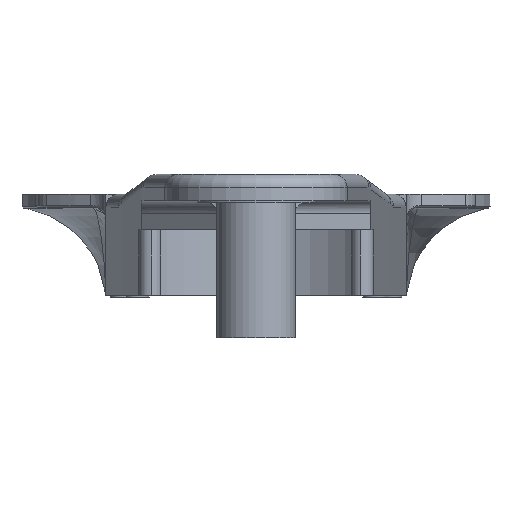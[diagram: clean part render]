
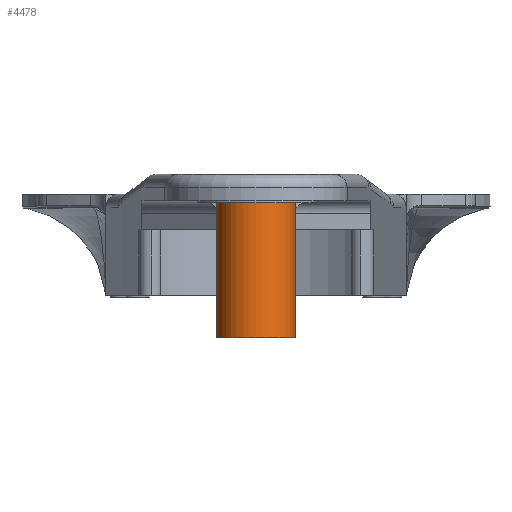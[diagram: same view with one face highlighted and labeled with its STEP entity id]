
A CAD part, front view. The second image highlights one B-rep face of the part: STEP entity #4478.
In plain terms, the highlighted cylindrical face has radius 6 mm (diameter 12 mm), a full revolution.
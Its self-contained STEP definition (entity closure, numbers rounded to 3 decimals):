
#443=LINE('',#8691,#713);
#713=VECTOR('',#6265,6.);
#857=CYLINDRICAL_SURFACE('',#5031,6.);
#1095=FACE_OUTER_BOUND('',#1403,.T.);
#1403=EDGE_LOOP('',(#3859,#3860,#3861,#3862));
#1813=CIRCLE('',#5032,6.);
#1814=CIRCLE('',#5033,6.);
#2214=VERTEX_POINT('',#8688);
#2215=VERTEX_POINT('',#8690);
#2812=EDGE_CURVE('',#2214,#2214,#1813,.T.);
#2813=EDGE_CURVE('',#2214,#2215,#443,.T.);
#2814=EDGE_CURVE('',#2215,#2215,#1814,.T.);
#3859=ORIENTED_EDGE('',*,*,#2812,.F.);
#3860=ORIENTED_EDGE('',*,*,#2813,.T.);
#3861=ORIENTED_EDGE('',*,*,#2814,.F.);
#3862=ORIENTED_EDGE('',*,*,#2813,.F.);
#4478=ADVANCED_FACE('',(#1095),#857,.T.);
#5031=AXIS2_PLACEMENT_3D('',#8687,#6261,#6262);
#5032=AXIS2_PLACEMENT_3D('',#8689,#6263,#6264);
#5033=AXIS2_PLACEMENT_3D('',#8692,#6266,#6267);
#6261=DIRECTION('center_axis',(0.,0.,-1.));
#6262=DIRECTION('ref_axis',(-1.,0.,0.));
#6263=DIRECTION('center_axis',(0.,0.,
-1.));
#6264=DIRECTION('ref_axis',(-1.,0.,0.));
#6265=DIRECTION('',(0.,0.,1.));
#6266=DIRECTION('center_axis',(0.,0.,
1.));
#6267=DIRECTION('ref_axis',(-1.,0.,0.));
#8687=CARTESIAN_POINT('Origin',(0.,-199.996,
1.077));
#8688=CARTESIAN_POINT('',(6.,-199.996,-19.923));
#8689=CARTESIAN_POINT('Origin',(0.,-199.996,
-19.923));
#8690=CARTESIAN_POINT('',(6.,-199.996,0.777));
#8691=CARTESIAN_POINT('',(6.,-199.996,1.077));
#8692=CARTESIAN_POINT('Origin',(0.,-199.996,
0.777));
